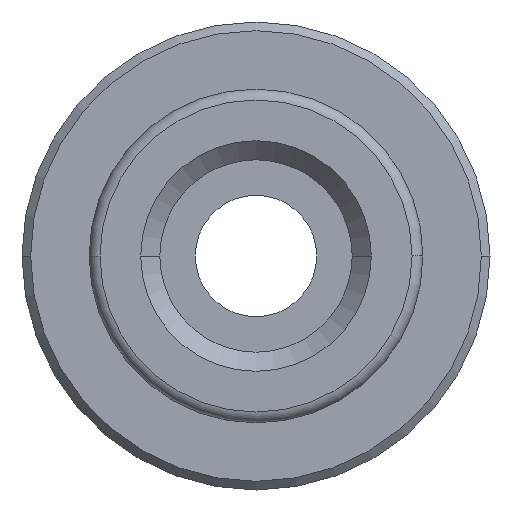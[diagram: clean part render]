
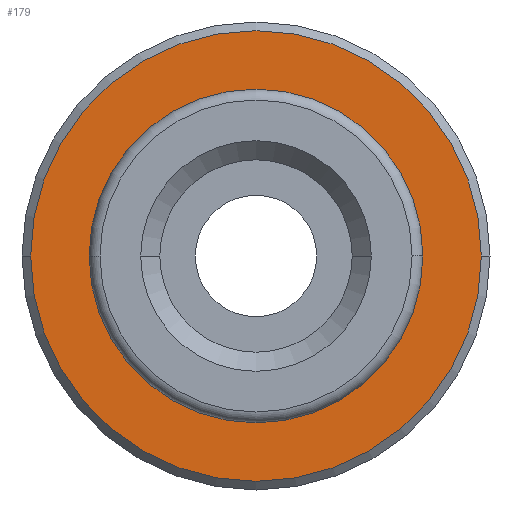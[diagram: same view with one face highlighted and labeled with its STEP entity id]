
A CAD part, front view. The second image highlights one B-rep face of the part: STEP entity #179.
In plain terms, the highlighted planar face has unit normal (0, -1, 0).
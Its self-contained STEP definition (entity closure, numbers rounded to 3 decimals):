
#179=ADVANCED_FACE('',(#380,#381),#382,.T.);
#380=FACE_OUTER_BOUND('',#599,.T.);
#381=FACE_BOUND('',#600,.T.);
#382=PLANE('',#601);
#599=EDGE_LOOP('',(#1033,#1034));
#600=EDGE_LOOP('',(#1035,#1036));
#601=AXIS2_PLACEMENT_3D('',#1037,#1038,#1039);
#1033=ORIENTED_EDGE('',*,*,#1258,.F.);
#1034=ORIENTED_EDGE('',*,*,#1350,.F.);
#1035=ORIENTED_EDGE('',*,*,#1255,.F.);
#1036=ORIENTED_EDGE('',*,*,#1383,.F.);
#1037=CARTESIAN_POINT('',(6.5,3.7,0.0));
#1038=DIRECTION('',(-0.0,-1.0,-0.0));
#1039=DIRECTION('',(-1.0,0.0,0.0));
#1255=EDGE_CURVE('',#1485,#1481,#1487,.T.);
#1258=EDGE_CURVE('',#1489,#1492,#1493,.T.);
#1350=EDGE_CURVE('',#1492,#1489,#1630,.T.);
#1383=EDGE_CURVE('',#1481,#1485,#1668,.T.);
#1481=VERTEX_POINT('',#1800);
#1485=VERTEX_POINT('',#1805);
#1487=CIRCLE('',#1808,9.0);
#1489=VERTEX_POINT('',#1810);
#1492=VERTEX_POINT('',#1814);
#1493=CIRCLE('',#1815,13.0);
#1630=CIRCLE('',#2147,13.0);
#1668=CIRCLE('',#2243,9.0);
#1800=CARTESIAN_POINT('',(9.0,3.7,0.));
#1805=CARTESIAN_POINT('',(-9.0,3.7,0.));
#1808=AXIS2_PLACEMENT_3D('',#2360,#2361,#2362);
#1810=CARTESIAN_POINT('',(13.0,3.7,0.0));
#1814=CARTESIAN_POINT('',(-13.0,3.7,0.));
#1815=AXIS2_PLACEMENT_3D('',#2364,#2365,#2366);
#2147=AXIS2_PLACEMENT_3D('',#2488,#2489,#2490);
#2243=AXIS2_PLACEMENT_3D('',#2524,#2525,#2526);
#2360=CARTESIAN_POINT('',(0.0,3.7,0.0));
#2361=DIRECTION('',(0.0,-1.0,-0.0));
#2362=DIRECTION('',(1.0,0.0,0.0));
#2364=CARTESIAN_POINT('',(0.0,3.7,0.0));
#2365=DIRECTION('',(-0.0,1.0,0.0));
#2366=DIRECTION('',(1.0,0.0,0.0));
#2488=CARTESIAN_POINT('',(0.0,3.7,0.0));
#2489=DIRECTION('',(-0.0,1.0,0.0));
#2490=DIRECTION('',(1.0,0.0,0.0));
#2524=CARTESIAN_POINT('',(0.0,3.7,0.0));
#2525=DIRECTION('',(0.0,-1.0,-0.0));
#2526=DIRECTION('',(1.0,0.0,0.0));
